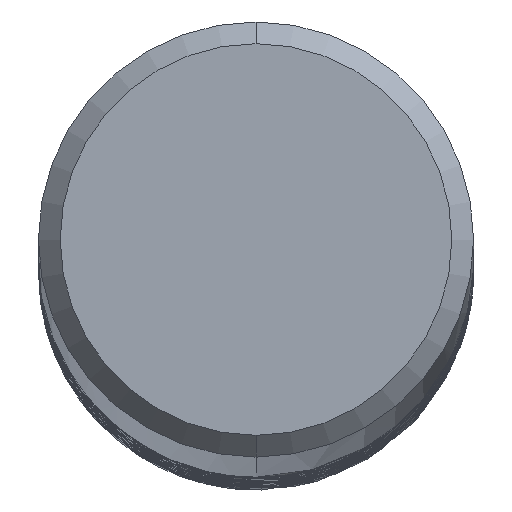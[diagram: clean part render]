
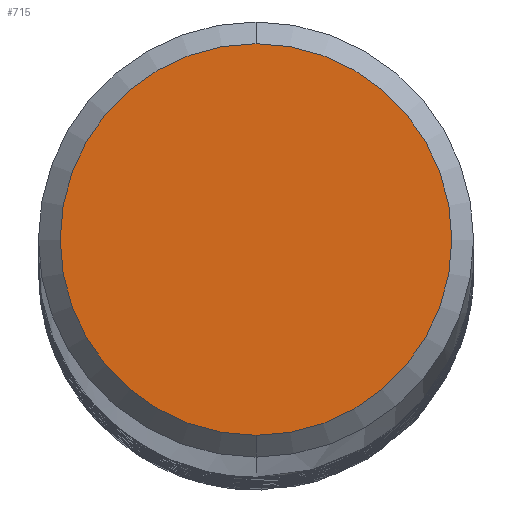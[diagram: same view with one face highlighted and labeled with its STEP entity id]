
A CAD part, top view. The second image highlights one B-rep face of the part: STEP entity #715.
In plain terms, the highlighted planar face has unit normal (0, 0, 1).
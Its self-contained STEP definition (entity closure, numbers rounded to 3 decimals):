
#529=VERTEX_POINT('',#1307);
#541=EDGE_CURVE('',#767,#529,#1319,.T.);
#715=ADVANCED_FACE('',(#1512),#1513,.T.);
#767=VERTEX_POINT('',#1568);
#783=EDGE_CURVE('',#529,#767,#1586,.T.);
#1307=CARTESIAN_POINT('',(0.,-0.72,0.0));
#1319=CIRCLE('',#5209,0.72);
#1512=FACE_OUTER_BOUND('',#13093,.T.);
#1513=PLANE('',#13094);
#1568=CARTESIAN_POINT('',(0.0,0.72,0.0));
#1586=CIRCLE('',#14006,0.72);
#5209=AXIS2_PLACEMENT_3D('',#26052,#26053,#26054);
#13093=EDGE_LOOP('',(#26285,#26286));
#13094=AXIS2_PLACEMENT_3D('',#26287,#26288,#26289);
#14006=AXIS2_PLACEMENT_3D('',#26338,#26339,#26340);
#26052=CARTESIAN_POINT('',(0.0,0.0,0.0));
#26053=DIRECTION('',(0.0,0.0,-1.0));
#26054=DIRECTION('',(0.0,1.0,0.0));
#26285=ORIENTED_EDGE('',*,*,#541,.F.);
#26286=ORIENTED_EDGE('',*,*,#783,.F.);
#26287=CARTESIAN_POINT('',(0.0,0.36,0.0));
#26288=DIRECTION('',(-0.0,0.0,1.0));
#26289=DIRECTION('',(0.0,-1.0,0.0));
#26338=CARTESIAN_POINT('',(0.0,0.0,0.0));
#26339=DIRECTION('',(0.0,0.0,-1.0));
#26340=DIRECTION('',(0.0,1.0,0.0));
